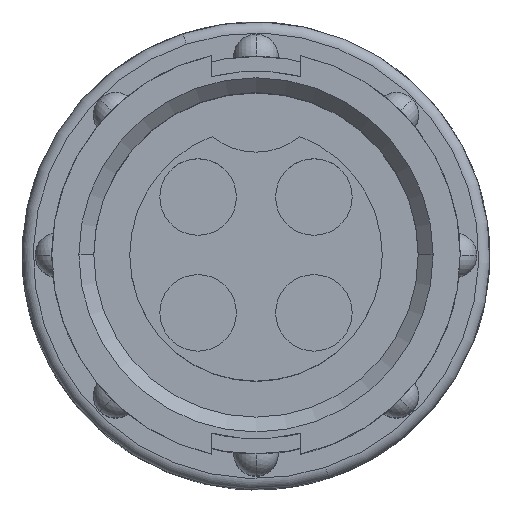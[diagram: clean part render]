
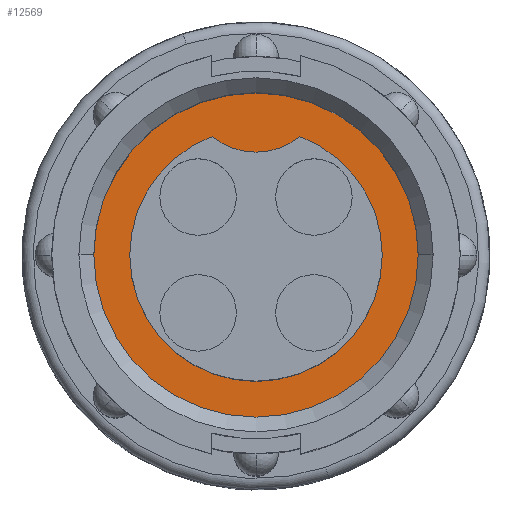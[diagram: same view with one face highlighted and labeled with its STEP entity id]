
A CAD part, top view. The second image highlights one B-rep face of the part: STEP entity #12569.
In plain terms, the highlighted planar face has unit normal (0, 0, 1).
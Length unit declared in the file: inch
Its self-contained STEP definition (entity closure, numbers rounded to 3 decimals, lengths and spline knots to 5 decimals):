
#116 = FACE_BOUND ( 'NONE', #3169, .T. ) ;
#170 = CARTESIAN_POINT ( 'NONE',  ( 0.05885, 0.15949, -0.31 ) ) ;
#265 = CARTESIAN_POINT ( 'NONE',  ( 0., 0., -0.31 ) ) ;
#701 = CARTESIAN_POINT ( 'NONE',  ( 0., 0., -0.31 ) ) ;
#1462 = DIRECTION ( 'NONE',  ( 1., 0., 0. ) ) ;
#1609 = PLANE ( 'NONE',  #14173 ) ;
#1638 = CARTESIAN_POINT ( 'NONE',  ( -0.2185, 0., -0.31 ) ) ;
#1877 = EDGE_CURVE ( 'NONE', #5163, #15168, #6143, .T. ) ;
#1885 = DIRECTION ( 'NONE',  ( 1., 0., 0. ) ) ;
#2904 = AXIS2_PLACEMENT_3D ( 'NONE', #5280, #13612, #6467 ) ;
#2965 = ORIENTED_EDGE ( 'NONE', *, *, #6593, .T. ) ;
#3169 = EDGE_LOOP ( 'NONE', ( #5906, #13075, #13969, #14306 ) ) ;
#3204 = EDGE_CURVE ( 'NONE', #3745, #14729, #4999, .T. ) ;
#3436 = VERTEX_POINT ( 'NONE', #1638 ) ;
#3745 = VERTEX_POINT ( 'NONE', #4160 ) ;
#4026 = AXIS2_PLACEMENT_3D ( 'NONE', #265, #8635, #1462 ) ;
#4055 = DIRECTION ( 'NONE',  ( 0., 0., 1. ) ) ;
#4160 = CARTESIAN_POINT ( 'NONE',  ( 0.17, 0., -0.31 ) ) ;
#4906 = DIRECTION ( 'NONE',  ( 0., 0., -1. ) ) ;
#4999 = CIRCLE ( 'NONE', #10292, 0.17 ) ;
#5163 = VERTEX_POINT ( 'NONE', #6629 ) ;
#5280 = CARTESIAN_POINT ( 'NONE',  ( 0., 0., -0.31 ) ) ;
#5424 = EDGE_CURVE ( 'NONE', #14729, #5163, #11907, .T. ) ;
#5657 = CARTESIAN_POINT ( 'NONE',  ( -0.17, 0., -0.31 ) ) ;
#5906 = ORIENTED_EDGE ( 'NONE', *, *, #5424, .F. ) ;
#6111 = CARTESIAN_POINT ( 'NONE',  ( 0., 0., -0.31 ) ) ;
#6143 = CIRCLE ( 'NONE', #8778, 0.17 ) ;
#6293 = CIRCLE ( 'NONE', #11118, 0.2185 ) ;
#6445 = CARTESIAN_POINT ( 'NONE',  ( 0.2185, 0., -0.31 ) ) ;
#6467 = DIRECTION ( 'NONE',  ( 1., 0., 0. ) ) ;
#6593 = EDGE_CURVE ( 'NONE', #3436, #12594, #6293, .T. ) ;
#6629 = CARTESIAN_POINT ( 'NONE',  ( -0.05885, 0.15949, -0.31 ) ) ;
#7041 = CARTESIAN_POINT ( 'NONE',  ( 0., 0., -0.31 ) ) ;
#7315 = DIRECTION ( 'NONE',  ( 1., 0., 0. ) ) ;
#7556 = CARTESIAN_POINT ( 'NONE',  ( 0., 0., -0.31 ) ) ;
#8234 = DIRECTION ( 'NONE',  ( 1., 0., 0. ) ) ;
#8635 = DIRECTION ( 'NONE',  ( 0., 0., 1. ) ) ;
#8778 = AXIS2_PLACEMENT_3D ( 'NONE', #7041, #15365, #8234 ) ;
#9050 = DIRECTION ( 'NONE',  ( 0., 0., 1. ) ) ;
#9210 = EDGE_CURVE ( 'NONE', #15168, #3745, #11401, .T. ) ;
#10292 = AXIS2_PLACEMENT_3D ( 'NONE', #6111, #14427, #7315 ) ;
#11118 = AXIS2_PLACEMENT_3D ( 'NONE', #701, #9050, #1885 ) ;
#11401 = CIRCLE ( 'NONE', #2904, 0.17 ) ;
#11731 = CIRCLE ( 'NONE', #4026, 0.2185 ) ;
#11907 = CIRCLE ( 'NONE', #14376, 0.093 ) ;
#12047 = CARTESIAN_POINT ( 'NONE',  ( 0., 0.2315, -0.31 ) ) ;
#12061 = ORIENTED_EDGE ( 'NONE', *, *, #13335, .T. ) ;
#12383 = DIRECTION ( 'NONE',  ( 1., 0., 0. ) ) ;
#12569 = ADVANCED_FACE ( 'NONE', ( #15231, #116 ), #1609, .T. ) ;
#12594 = VERTEX_POINT ( 'NONE', #6445 ) ;
#13075 = ORIENTED_EDGE ( 'NONE', *, *, #3204, .F. ) ;
#13243 = DIRECTION ( 'NONE',  ( 1., 0., 0. ) ) ;
#13335 = EDGE_CURVE ( 'NONE', #12594, #3436, #11731, .T. ) ;
#13612 = DIRECTION ( 'NONE',  ( 0., 0., 1. ) ) ;
#13930 = EDGE_LOOP ( 'NONE', ( #12061, #2965 ) ) ;
#13969 = ORIENTED_EDGE ( 'NONE', *, *, #9210, .F. ) ;
#14173 = AXIS2_PLACEMENT_3D ( 'NONE', #7556, #4055, #12383 ) ;
#14306 = ORIENTED_EDGE ( 'NONE', *, *, #1877, .F. ) ;
#14376 = AXIS2_PLACEMENT_3D ( 'NONE', #12047, #4906, #13243 ) ;
#14427 = DIRECTION ( 'NONE',  ( 0., 0., 1. ) ) ;
#14729 = VERTEX_POINT ( 'NONE', #170 ) ;
#15168 = VERTEX_POINT ( 'NONE', #5657 ) ;
#15231 = FACE_OUTER_BOUND ( 'NONE', #13930, .T. ) ;
#15365 = DIRECTION ( 'NONE',  ( 0., 0., 1. ) ) ;
